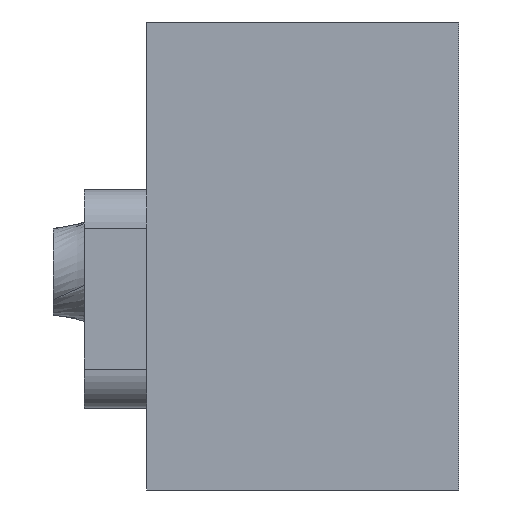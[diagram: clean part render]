
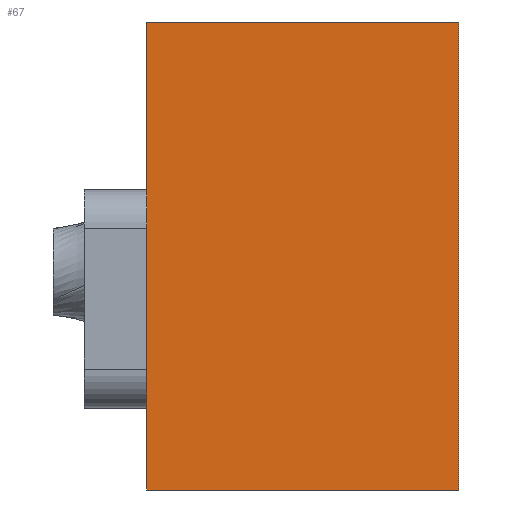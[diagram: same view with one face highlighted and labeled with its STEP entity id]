
A CAD part, left-side view. The second image highlights one B-rep face of the part: STEP entity #67.
In plain terms, the highlighted planar face has unit normal (-1, 0, 0).
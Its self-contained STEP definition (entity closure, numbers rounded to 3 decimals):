
#20 = EDGE_CURVE ( 'NONE', #313, #412, #32, .T. ) ;
#29 = CARTESIAN_POINT ( 'NONE',  ( -16.287, 10., 7.5 ) ) ;
#32 = LINE ( 'NONE', #29, #38 ) ;
#38 = VECTOR ( 'NONE', #359, 1000. ) ;
#59 = ORIENTED_EDGE ( 'NONE', *, *, #20, .F. ) ;
#67 = ADVANCED_FACE ( 'NONE', ( #134 ), #71, .F. ) ;
#71 = PLANE ( 'NONE',  #418 ) ;
#83 = DIRECTION ( 'NONE',  ( 0., 0., 1. ) ) ;
#85 = ORIENTED_EDGE ( 'NONE', *, *, #199, .T. ) ;
#112 = CARTESIAN_POINT ( 'NONE',  ( -16.287, 10., 7.5 ) ) ;
#134 = FACE_OUTER_BOUND ( 'NONE', #352, .T. ) ;
#137 = ORIENTED_EDGE ( 'NONE', *, *, #183, .T. ) ;
#141 = VERTEX_POINT ( 'NONE', #458 ) ;
#155 = CARTESIAN_POINT ( 'NONE',  ( -16.287, 10., -7.5 ) ) ;
#183 = EDGE_CURVE ( 'NONE', #380, #412, #377, .T. ) ;
#199 = EDGE_CURVE ( 'NONE', #141, #380, #372, .T. ) ;
#212 = DIRECTION ( 'NONE',  ( 0., 0., -1. ) ) ;
#238 = CARTESIAN_POINT ( 'NONE',  ( -16.287, 0., 7.5 ) ) ;
#270 = VECTOR ( 'NONE', #304, 1000. ) ;
#300 = LINE ( 'NONE', #112, #340 ) ;
#304 = DIRECTION ( 'NONE',  ( 0., -1., 0. ) ) ;
#311 = ORIENTED_EDGE ( 'NONE', *, *, #451, .F. ) ;
#313 = VERTEX_POINT ( 'NONE', #358 ) ;
#340 = VECTOR ( 'NONE', #444, 1000. ) ;
#352 = EDGE_LOOP ( 'NONE', ( #137, #59, #311, #85 ) ) ;
#355 = VECTOR ( 'NONE', #83, 1000. ) ;
#358 = CARTESIAN_POINT ( 'NONE',  ( -16.287, 10., 7.5 ) ) ;
#359 = DIRECTION ( 'NONE',  ( 0., -1., 0. ) ) ;
#367 = CARTESIAN_POINT ( 'NONE',  ( -16.287, 0., -7.5 ) ) ;
#372 = LINE ( 'NONE', #155, #270 ) ;
#377 = LINE ( 'NONE', #238, #355 ) ;
#380 = VERTEX_POINT ( 'NONE', #367 ) ;
#391 = DIRECTION ( 'NONE',  ( 1., 0., 0. ) ) ;
#403 = CARTESIAN_POINT ( 'NONE',  ( -16.287, 0., 7.5 ) ) ;
#412 = VERTEX_POINT ( 'NONE', #403 ) ;
#418 = AXIS2_PLACEMENT_3D ( 'NONE', #434, #391, #212 ) ;
#434 = CARTESIAN_POINT ( 'NONE',  ( -16.287, 10., 7.5 ) ) ;
#444 = DIRECTION ( 'NONE',  ( 0., 0., 1. ) ) ;
#451 = EDGE_CURVE ( 'NONE', #141, #313, #300, .T. ) ;
#458 = CARTESIAN_POINT ( 'NONE',  ( -16.287, 10., -7.5 ) ) ;
